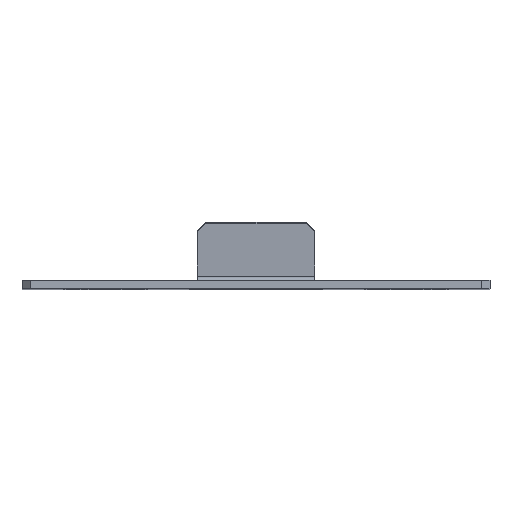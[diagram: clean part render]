
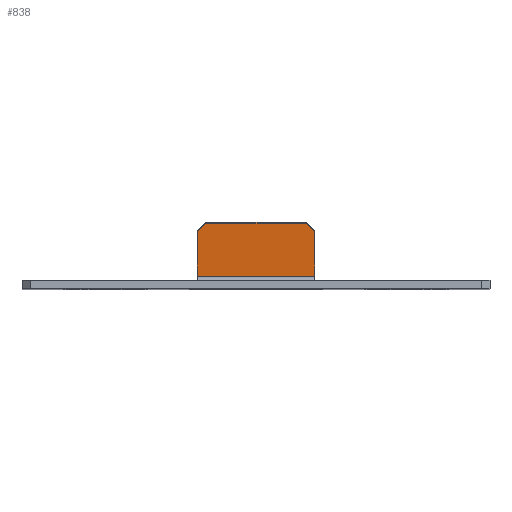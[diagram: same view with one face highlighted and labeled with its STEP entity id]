
A CAD part, top view. The second image highlights one B-rep face of the part: STEP entity #838.
In plain terms, the highlighted planar face has unit normal (0, -0.087, 0.996).
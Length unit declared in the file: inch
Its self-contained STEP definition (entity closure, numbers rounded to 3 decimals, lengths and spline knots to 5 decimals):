
#53 = ORIENTED_EDGE ( 'NONE', *, *, #950, .T. ) ;
#67 = VECTOR ( 'NONE', #572, 39.37008 ) ;
#95 = LINE ( 'NONE', #769, #744 ) ;
#134 = DIRECTION ( 'NONE',  ( 0., -0.996, -0.087 ) ) ;
#147 = CARTESIAN_POINT ( 'NONE',  ( 0., 0.17907, -1.92136 ) ) ;
#179 = EDGE_CURVE ( 'NONE', #190, #638, #95, .T. ) ;
#190 = VERTEX_POINT ( 'NONE', #362 ) ;
#197 = VECTOR ( 'NONE', #701, 39.37008 ) ;
#234 = EDGE_LOOP ( 'NONE', ( #1115, #1071, #875, #53, #1022, #916 ) ) ;
#268 = CARTESIAN_POINT ( 'NONE',  ( 4.375, 0.06795, -1.93108 ) ) ;
#326 = VECTOR ( 'NONE', #786, 39.37008 ) ;
#362 = CARTESIAN_POINT ( 'NONE',  ( 2.75, 0.8603, -1.86176 ) ) ;
#372 = CARTESIAN_POINT ( 'NONE',  ( 2.625, 0.73578, -1.87265 ) ) ;
#380 = VERTEX_POINT ( 'NONE', #835 ) ;
#384 = CARTESIAN_POINT ( 'NONE',  ( 4.25, 0.8603, -1.86176 ) ) ;
#403 = CARTESIAN_POINT ( 'NONE',  ( 2.625, 0.06795, -1.93108 ) ) ;
#420 = EDGE_CURVE ( 'NONE', #755, #797, #1036, .T. ) ;
#497 = CARTESIAN_POINT ( 'NONE',  ( 4.375, 0.06795, -1.93108 ) ) ;
#526 = CARTESIAN_POINT ( 'NONE',  ( 2.625, 0.8603, -1.86176 ) ) ;
#542 = LINE ( 'NONE', #1135, #197 ) ;
#572 = DIRECTION ( 'NONE',  ( -0.707, 0.704, 0.062 ) ) ;
#595 = CARTESIAN_POINT ( 'NONE',  ( 2.46691, 2.6366, -1.70635 ) ) ;
#600 = EDGE_CURVE ( 'NONE', #380, #1003, #697, .T. ) ;
#626 = FACE_OUTER_BOUND ( 'NONE', #234, .T. ) ;
#637 = LINE ( 'NONE', #595, #67 ) ;
#638 = VERTEX_POINT ( 'NONE', #384 ) ;
#643 = DIRECTION ( 'NONE',  ( 0., -0.087, 0.996 ) ) ;
#655 = PLANE ( 'NONE',  #1175 ) ;
#697 = LINE ( 'NONE', #909, #906 ) ;
#701 = DIRECTION ( 'NONE',  ( -0.707, -0.704, -0.062 ) ) ;
#721 = DIRECTION ( 'NONE',  ( 1., 0., 0. ) ) ;
#744 = VECTOR ( 'NONE', #721, 39.37008 ) ;
#748 = DIRECTION ( 'NONE',  ( 0., -0.996, -0.087 ) ) ;
#755 = VERTEX_POINT ( 'NONE', #403 ) ;
#769 = CARTESIAN_POINT ( 'NONE',  ( 4.375, 0.8603, -1.86176 ) ) ;
#786 = DIRECTION ( 'NONE',  ( 0., 0.996, 0.087 ) ) ;
#797 = VERTEX_POINT ( 'NONE', #372 ) ;
#835 = CARTESIAN_POINT ( 'NONE',  ( 4.375, 0.73578, -1.87265 ) ) ;
#838 = ADVANCED_FACE ( 'NONE', ( #626 ), #655, .T. ) ;
#875 = ORIENTED_EDGE ( 'NONE', *, *, #179, .F. ) ;
#906 = VECTOR ( 'NONE', #134, 39.37008 ) ;
#909 = CARTESIAN_POINT ( 'NONE',  ( 4.375, 0., -1.93702 ) ) ;
#916 = ORIENTED_EDGE ( 'NONE', *, *, #924, .F. ) ;
#918 = EDGE_CURVE ( 'NONE', #380, #638, #637, .T. ) ;
#924 = EDGE_CURVE ( 'NONE', #1003, #755, #996, .T. ) ;
#950 = EDGE_CURVE ( 'NONE', #190, #797, #542, .T. ) ;
#996 = LINE ( 'NONE', #497, #1068 ) ;
#1003 = VERTEX_POINT ( 'NONE', #268 ) ;
#1022 = ORIENTED_EDGE ( 'NONE', *, *, #420, .F. ) ;
#1036 = LINE ( 'NONE', #526, #326 ) ;
#1068 = VECTOR ( 'NONE', #1070, 39.37008 ) ;
#1070 = DIRECTION ( 'NONE',  ( -1., 0., 0. ) ) ;
#1071 = ORIENTED_EDGE ( 'NONE', *, *, #918, .T. ) ;
#1115 = ORIENTED_EDGE ( 'NONE', *, *, #600, .F. ) ;
#1135 = CARTESIAN_POINT ( 'NONE',  ( 1.03309, -0.85008, -2.01139 ) ) ;
#1175 = AXIS2_PLACEMENT_3D ( 'NONE', #147, #643, #748 ) ;
